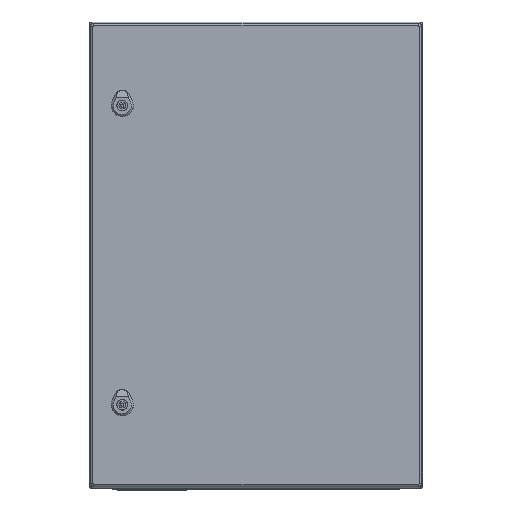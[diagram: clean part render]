
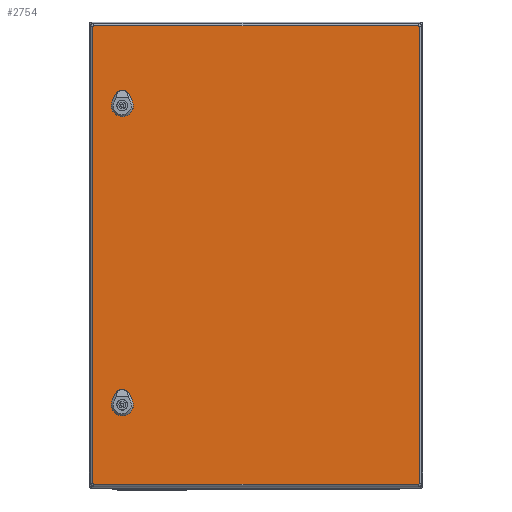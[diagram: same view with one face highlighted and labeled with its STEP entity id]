
A CAD part, top view. The second image highlights one B-rep face of the part: STEP entity #2754.
In plain terms, the highlighted face is planar.
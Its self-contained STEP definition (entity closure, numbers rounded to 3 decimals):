
#1623=FACE_BOUND('',#4179,.T.);
#1624=FACE_BOUND('',#4180,.T.);
#1625=FACE_BOUND('',#4181,.T.);
#2283=CIRCLE('',#11389,1.);
#2284=CIRCLE('',#11390,1.);
#2285=CIRCLE('',#11391,1.);
#2286=CIRCLE('',#11392,1.);
#2287=CIRCLE('',#11393,11.25);
#2288=CIRCLE('',#11394,11.25);
#2289=CIRCLE('',#11395,11.25);
#2290=CIRCLE('',#11396,11.25);
#2291=CIRCLE('',#11397,11.25);
#2292=CIRCLE('',#11398,11.25);
#2293=CIRCLE('',#11399,11.25);
#2294=CIRCLE('',#11400,11.25);
#2754=ADVANCED_FACE('',(#1623,#1624,#1625),#3089,.F.);
#3089=PLANE('',#11401);
#4179=EDGE_LOOP('',(#5957,#5958,#5959,#5960,#5961,#5962,#5963,#5964));
#4180=EDGE_LOOP('',(#5965,#5966,#5967,#5968,#5969,#5970,#5971,#5972));
#4181=EDGE_LOOP('',(#5973,#5974,#5975,#5976,#5977,#5978,#5979,#5980));
#5957=ORIENTED_EDGE('',*,*,#8775,.F.);
#5958=ORIENTED_EDGE('',*,*,#8776,.F.);
#5959=ORIENTED_EDGE('',*,*,#8777,.F.);
#5960=ORIENTED_EDGE('',*,*,#8778,.F.);
#5961=ORIENTED_EDGE('',*,*,#8779,.F.);
#5962=ORIENTED_EDGE('',*,*,#8780,.F.);
#5963=ORIENTED_EDGE('',*,*,#8781,.F.);
#5964=ORIENTED_EDGE('',*,*,#8782,.F.);
#5965=ORIENTED_EDGE('',*,*,#8783,.T.);
#5966=ORIENTED_EDGE('',*,*,#8784,.T.);
#5967=ORIENTED_EDGE('',*,*,#8785,.T.);
#5968=ORIENTED_EDGE('',*,*,#8786,.T.);
#5969=ORIENTED_EDGE('',*,*,#8787,.T.);
#5970=ORIENTED_EDGE('',*,*,#8788,.T.);
#5971=ORIENTED_EDGE('',*,*,#8789,.T.);
#5972=ORIENTED_EDGE('',*,*,#8790,.T.);
#5973=ORIENTED_EDGE('',*,*,#8791,.F.);
#5974=ORIENTED_EDGE('',*,*,#8792,.F.);
#5975=ORIENTED_EDGE('',*,*,#8793,.F.);
#5976=ORIENTED_EDGE('',*,*,#8794,.F.);
#5977=ORIENTED_EDGE('',*,*,#8795,.F.);
#5978=ORIENTED_EDGE('',*,*,#8796,.F.);
#5979=ORIENTED_EDGE('',*,*,#8797,.F.);
#5980=ORIENTED_EDGE('',*,*,#8798,.F.);
#7669=VERTEX_POINT('',#16781);
#7670=VERTEX_POINT('',#16782);
#7671=VERTEX_POINT('',#16784);
#7672=VERTEX_POINT('',#16786);
#7673=VERTEX_POINT('',#16788);
#7674=VERTEX_POINT('',#16790);
#7675=VERTEX_POINT('',#16792);
#7676=VERTEX_POINT('',#16794);
#7677=VERTEX_POINT('',#16797);
#7678=VERTEX_POINT('',#16798);
#7679=VERTEX_POINT('',#16800);
#7680=VERTEX_POINT('',#16802);
#7681=VERTEX_POINT('',#16804);
#7682=VERTEX_POINT('',#16806);
#7683=VERTEX_POINT('',#16808);
#7684=VERTEX_POINT('',#16810);
#7685=VERTEX_POINT('',#16813);
#7686=VERTEX_POINT('',#16814);
#7687=VERTEX_POINT('',#16816);
#7688=VERTEX_POINT('',#16818);
#7689=VERTEX_POINT('',#16820);
#7690=VERTEX_POINT('',#16822);
#7691=VERTEX_POINT('',#16824);
#7692=VERTEX_POINT('',#16826);
#8775=EDGE_CURVE('',#7669,#7670,#2283,.T.);
#8776=EDGE_CURVE('',#7671,#7669,#9675,.T.);
#8777=EDGE_CURVE('',#7672,#7671,#2284,.T.);
#8778=EDGE_CURVE('',#7673,#7672,#9676,.T.);
#8779=EDGE_CURVE('',#7674,#7673,#2285,.T.);
#8780=EDGE_CURVE('',#7675,#7674,#9677,.T.);
#8781=EDGE_CURVE('',#7676,#7675,#2286,.T.);
#8782=EDGE_CURVE('',#7670,#7676,#9678,.T.);
#8783=EDGE_CURVE('',#7677,#7678,#9679,.T.);
#8784=EDGE_CURVE('',#7678,#7679,#2287,.T.);
#8785=EDGE_CURVE('',#7679,#7680,#9680,.T.);
#8786=EDGE_CURVE('',#7680,#7681,#2288,.T.);
#8787=EDGE_CURVE('',#7681,#7682,#9681,.T.);
#8788=EDGE_CURVE('',#7682,#7683,#2289,.T.);
#8789=EDGE_CURVE('',#7683,#7684,#9682,.T.);
#8790=EDGE_CURVE('',#7684,#7677,#2290,.T.);
#8791=EDGE_CURVE('',#7685,#7686,#2291,.T.);
#8792=EDGE_CURVE('',#7687,#7685,#9683,.T.);
#8793=EDGE_CURVE('',#7688,#7687,#2292,.T.);
#8794=EDGE_CURVE('',#7689,#7688,#9684,.T.);
#8795=EDGE_CURVE('',#7690,#7689,#2293,.T.);
#8796=EDGE_CURVE('',#7691,#7690,#9685,.T.);
#8797=EDGE_CURVE('',#7692,#7691,#2294,.T.);
#8798=EDGE_CURVE('',#7686,#7692,#9686,.T.);
#9675=LINE('',#16783,#10403);
#9676=LINE('',#16787,#10404);
#9677=LINE('',#16791,#10405);
#9678=LINE('',#16795,#10406);
#9679=LINE('',#16796,#10407);
#9680=LINE('',#16801,#10408);
#9681=LINE('',#16805,#10409);
#9682=LINE('',#16809,#10410);
#9683=LINE('',#16815,#10411);
#9684=LINE('',#16819,#10412);
#9685=LINE('',#16823,#10413);
#9686=LINE('',#16827,#10414);
#10403=VECTOR('',#13592,1.);
#10404=VECTOR('',#13595,1.);
#10405=VECTOR('',#13598,1.);
#10406=VECTOR('',#13601,1.);
#10407=VECTOR('',#13602,1.);
#10408=VECTOR('',#13605,1.);
#10409=VECTOR('',#13608,1.);
#10410=VECTOR('',#13611,1.);
#10411=VECTOR('',#13616,1.);
#10412=VECTOR('',#13619,1.);
#10413=VECTOR('',#13622,1.);
#10414=VECTOR('',#13625,1.);
#11389=AXIS2_PLACEMENT_3D('',#16780,#13590,#13591);
#11390=AXIS2_PLACEMENT_3D('',#16785,#13593,#13594);
#11391=AXIS2_PLACEMENT_3D('',#16789,#13596,#13597);
#11392=AXIS2_PLACEMENT_3D('',#16793,#13599,#13600);
#11393=AXIS2_PLACEMENT_3D('',#16799,#13603,#13604);
#11394=AXIS2_PLACEMENT_3D('',#16803,#13606,#13607);
#11395=AXIS2_PLACEMENT_3D('',#16807,#13609,#13610);
#11396=AXIS2_PLACEMENT_3D('',#16811,#13612,#13613);
#11397=AXIS2_PLACEMENT_3D('',#16812,#13614,#13615);
#11398=AXIS2_PLACEMENT_3D('',#16817,#13617,#13618);
#11399=AXIS2_PLACEMENT_3D('',#16821,#13620,#13621);
#11400=AXIS2_PLACEMENT_3D('',#16825,#13623,#13624);
#11401=AXIS2_PLACEMENT_3D('',#16828,#13626,#13627);
#13590=DIRECTION('',(0.,0.,1.));
#13591=DIRECTION('',(1.,0.,0.));
#13592=DIRECTION('',(0.,-1.,0.));
#13593=DIRECTION('',(0.,0.,1.));
#13594=DIRECTION('',(1.,0.,0.));
#13595=DIRECTION('',(-1.,0.,0.));
#13596=DIRECTION('',(0.,0.,1.));
#13597=DIRECTION('',(1.,0.,0.));
#13598=DIRECTION('',(0.,1.,0.));
#13599=DIRECTION('',(0.,0.,1.));
#13600=DIRECTION('',(1.,0.,0.));
#13601=DIRECTION('',(1.,0.,0.));
#13602=DIRECTION('',(-1.,0.,0.));
#13603=DIRECTION('',(0.,0.,1.));
#13604=DIRECTION('',(1.,0.,0.));
#13605=DIRECTION('',(0.,-1.,0.));
#13606=DIRECTION('',(0.,0.,1.));
#13607=DIRECTION('',(1.,0.,0.));
#13608=DIRECTION('',(1.,0.,0.));
#13609=DIRECTION('',(0.,0.,1.));
#13610=DIRECTION('',(1.,0.,0.));
#13611=DIRECTION('',(0.,1.,0.));
#13612=DIRECTION('',(0.,0.,1.));
#13613=DIRECTION('',(1.,0.,0.));
#13614=DIRECTION('',(0.,0.,-1.));
#13615=DIRECTION('',(1.,0.,0.));
#13616=DIRECTION('',(-1.,0.,0.));
#13617=DIRECTION('',(0.,0.,-1.));
#13618=DIRECTION('',(1.,0.,0.));
#13619=DIRECTION('',(0.,-1.,0.));
#13620=DIRECTION('',(0.,0.,-1.));
#13621=DIRECTION('',(1.,0.,0.));
#13622=DIRECTION('',(1.,0.,0.));
#13623=DIRECTION('',(0.,0.,-1.));
#13624=DIRECTION('',(1.,0.,0.));
#13625=DIRECTION('',(0.,1.,0.));
#13626=DIRECTION('',(0.,0.,1.));
#13627=DIRECTION('',(1.,0.,0.));
#16780=CARTESIAN_POINT('',(-243.75,-343.,0.));
#16781=CARTESIAN_POINT('',(-244.75,-343.,0.));
#16782=CARTESIAN_POINT('',(-243.75,-344.,0.));
#16783=CARTESIAN_POINT('',(-244.75,343.,0.));
#16784=CARTESIAN_POINT('',(-244.75,343.,0.));
#16785=CARTESIAN_POINT('',(-243.75,343.,0.));
#16786=CARTESIAN_POINT('',(-243.75,344.,0.));
#16787=CARTESIAN_POINT('',(243.75,344.,0.));
#16788=CARTESIAN_POINT('',(243.75,344.,0.));
#16789=CARTESIAN_POINT('',(243.75,343.,0.));
#16790=CARTESIAN_POINT('',(244.75,343.,0.));
#16791=CARTESIAN_POINT('',(244.75,-343.,0.));
#16792=CARTESIAN_POINT('',(244.75,-343.,0.));
#16793=CARTESIAN_POINT('',(243.75,-343.,0.));
#16794=CARTESIAN_POINT('',(243.75,-344.,0.));
#16795=CARTESIAN_POINT('',(-243.75,-344.,0.));
#16796=CARTESIAN_POINT('',(-243.75,234.7,0.));
#16797=CARTESIAN_POINT('',(205.496,234.7,0.));
#16798=CARTESIAN_POINT('',(196.004,234.7,0.));
#16799=CARTESIAN_POINT('',(200.75,224.5,0.));
#16800=CARTESIAN_POINT('',(190.55,229.246,0.));
#16801=CARTESIAN_POINT('',(190.55,343.,0.));
#16802=CARTESIAN_POINT('',(190.55,219.754,0.));
#16803=CARTESIAN_POINT('',(200.75,224.5,0.));
#16804=CARTESIAN_POINT('',(196.004,214.3,0.));
#16805=CARTESIAN_POINT('',(-243.75,214.3,0.));
#16806=CARTESIAN_POINT('',(205.496,214.3,0.));
#16807=CARTESIAN_POINT('',(200.75,224.5,0.));
#16808=CARTESIAN_POINT('',(210.95,219.754,0.));
#16809=CARTESIAN_POINT('',(210.95,343.,0.));
#16810=CARTESIAN_POINT('',(210.95,229.246,0.));
#16811=CARTESIAN_POINT('',(200.75,224.5,0.));
#16812=CARTESIAN_POINT('',(200.75,-224.5,0.));
#16813=CARTESIAN_POINT('',(196.004,-234.7,0.));
#16814=CARTESIAN_POINT('',(190.55,-229.246,0.));
#16815=CARTESIAN_POINT('',(-243.75,-234.7,0.));
#16816=CARTESIAN_POINT('',(205.496,-234.7,0.));
#16817=CARTESIAN_POINT('',(200.75,-224.5,0.));
#16818=CARTESIAN_POINT('',(210.95,-229.246,0.));
#16819=CARTESIAN_POINT('',(210.95,343.,0.));
#16820=CARTESIAN_POINT('',(210.95,-219.754,0.));
#16821=CARTESIAN_POINT('',(200.75,-224.5,0.));
#16822=CARTESIAN_POINT('',(205.496,-214.3,0.));
#16823=CARTESIAN_POINT('',(-243.75,-214.3,0.));
#16824=CARTESIAN_POINT('',(196.004,-214.3,0.));
#16825=CARTESIAN_POINT('',(200.75,-224.5,0.));
#16826=CARTESIAN_POINT('',(190.55,-219.754,0.));
#16827=CARTESIAN_POINT('',(190.55,343.,0.));
#16828=CARTESIAN_POINT('',(-243.75,343.,0.));
